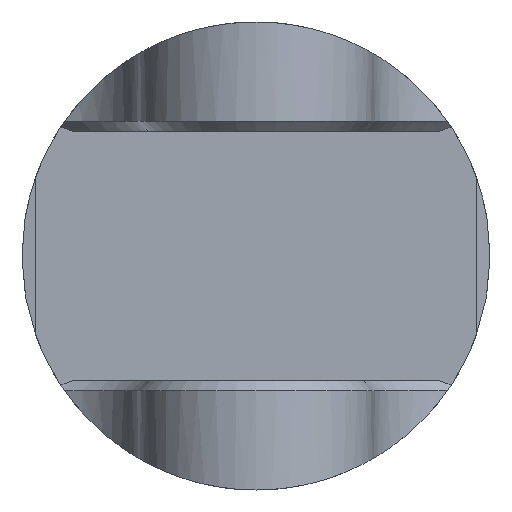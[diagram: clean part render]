
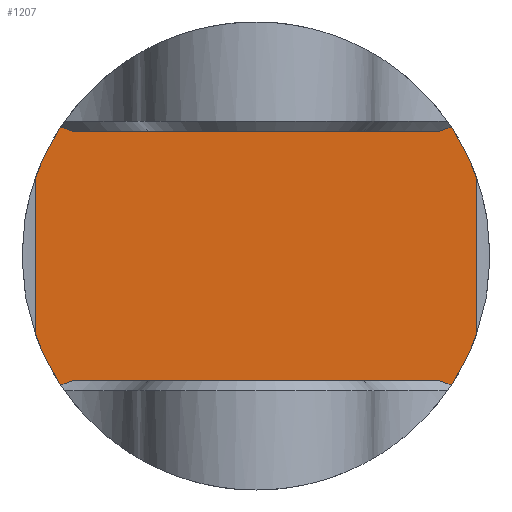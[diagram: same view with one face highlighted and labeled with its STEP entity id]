
A CAD part, front view. The second image highlights one B-rep face of the part: STEP entity #1207.
In plain terms, the highlighted planar face has unit normal (0, -1, 0).
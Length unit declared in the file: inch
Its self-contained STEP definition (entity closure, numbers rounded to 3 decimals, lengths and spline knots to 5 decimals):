
#14 = VERTEX_POINT ( 'NONE', #687 ) ;
#25 = CARTESIAN_POINT ( 'NONE',  ( 0.58777, 1.14745, -0.4 ) ) ;
#26 = CARTESIAN_POINT ( 'NONE',  ( -0.75, 1.14745, -0.4 ) ) ;
#27 = VERTEX_POINT ( 'NONE', #555 ) ;
#46 = CARTESIAN_POINT ( 'NONE',  ( -0.62565, 1.14745, 0.41359 ) ) ;
#47 = ORIENTED_EDGE ( 'NONE', *, *, #143, .T. ) ;
#50 = EDGE_CURVE ( 'NONE', #503, #1342, #665, .T. ) ;
#55 = B_SPLINE_CURVE_WITH_KNOTS ( 'NONE', 3,
 ( #1402, #1395, #1165, #46 ),
 .UNSPECIFIED., .F., .F.,
 ( 4, 4 ),
 ( 0., 0.00102 ),
 .UNSPECIFIED. ) ;
#56 = ORIENTED_EDGE ( 'NONE', *, *, #325, .T. ) ;
#60 = CARTESIAN_POINT ( 'NONE',  ( 0., 1.14745, 0. ) ) ;
#85 = CARTESIAN_POINT ( 'NONE',  ( -0.70635, 1.14745, -0.75 ) ) ;
#88 = AXIS2_PLACEMENT_3D ( 'NONE', #26, #1304, #1031 ) ;
#132 = B_SPLINE_CURVE_WITH_KNOTS ( 'NONE', 3,
 ( #25, #1169, #286, #1038 ),
 .UNSPECIFIED., .F., .F.,
 ( 4, 4 ),
 ( 0., 0.00102 ),
 .UNSPECIFIED. ) ;
#136 = VECTOR ( 'NONE', #283, 39.37008 ) ;
#143 = EDGE_CURVE ( 'NONE', #563, #1330, #972, .T. ) ;
#150 = DIRECTION ( 'NONE',  ( 0., 1., 0. ) ) ;
#159 = CARTESIAN_POINT ( 'NONE',  ( -0.60023, 1.14745, -0.40498 ) ) ;
#169 = CARTESIAN_POINT ( 'NONE',  ( -0.58777, 1.14745, -0.4 ) ) ;
#232 = ORIENTED_EDGE ( 'NONE', *, *, #993, .F. ) ;
#235 = DIRECTION ( 'NONE',  ( 1., 0., 0. ) ) ;
#283 = DIRECTION ( 'NONE',  ( 1., 0., 0. ) ) ;
#286 = CARTESIAN_POINT ( 'NONE',  ( 0.61285, 1.14745, -0.40954 ) ) ;
#299 = VERTEX_POINT ( 'NONE', #1303 ) ;
#304 = CARTESIAN_POINT ( 'NONE',  ( 0.70635, 1.14745, -0.75 ) ) ;
#306 = CARTESIAN_POINT ( 'NONE',  ( 0.58777, 1.14745, 0.4 ) ) ;
#325 = EDGE_CURVE ( 'NONE', #592, #14, #132, .T. ) ;
#326 = VERTEX_POINT ( 'NONE', #804 ) ;
#340 = DIRECTION ( 'NONE',  ( 0., 0., 1. ) ) ;
#354 = EDGE_CURVE ( 'NONE', #503, #299, #422, .T. ) ;
#357 = VERTEX_POINT ( 'NONE', #640 ) ;
#382 = DIRECTION ( 'NONE',  ( 0., 1., 0. ) ) ;
#407 = CARTESIAN_POINT ( 'NONE',  ( -0.61285, 1.14745, -0.40954 ) ) ;
#408 = CARTESIAN_POINT ( 'NONE',  ( 0.61285, 1.14745, 0.40954 ) ) ;
#422 = B_SPLINE_CURVE_WITH_KNOTS ( 'NONE', 3,
 ( #910, #407, #159, #169 ),
 .UNSPECIFIED., .F., .F.,
 ( 4, 4 ),
 ( 0., 0.00102 ),
 .UNSPECIFIED. ) ;
#428 = ORIENTED_EDGE ( 'NONE', *, *, #696, .F. ) ;
#442 = AXIS2_PLACEMENT_3D ( 'NONE', #1013, #382, #734 ) ;
#492 = ORIENTED_EDGE ( 'NONE', *, *, #1227, .T. ) ;
#503 = VERTEX_POINT ( 'NONE', #986 ) ;
#504 = DIRECTION ( 'NONE',  ( 0., 0., 1. ) ) ;
#538 = AXIS2_PLACEMENT_3D ( 'NONE', #547, #1547, #1060 ) ;
#547 = CARTESIAN_POINT ( 'NONE',  ( 0., 1.14745, 0. ) ) ;
#555 = CARTESIAN_POINT ( 'NONE',  ( -0.58777, 1.14745, 0.4 ) ) ;
#563 = VERTEX_POINT ( 'NONE', #1404 ) ;
#592 = VERTEX_POINT ( 'NONE', #765 ) ;
#593 = CARTESIAN_POINT ( 'NONE',  ( -0.75, 1.14745, -0.4 ) ) ;
#612 = ORIENTED_EDGE ( 'NONE', *, *, #1179, .F. ) ;
#628 = CARTESIAN_POINT ( 'NONE',  ( 0., 1.14745, 0. ) ) ;
#640 = CARTESIAN_POINT ( 'NONE',  ( -0.70635, 1.14745, 0.25214 ) ) ;
#641 = PLANE ( 'NONE',  #88 ) ;
#656 = DIRECTION ( 'NONE',  ( 0., 0., 1. ) ) ;
#665 = CIRCLE ( 'NONE', #538, 0.75 ) ;
#687 = CARTESIAN_POINT ( 'NONE',  ( 0.62565, 1.14745, -0.41359 ) ) ;
#689 = VECTOR ( 'NONE', #1325, 39.37008 ) ;
#695 = VERTEX_POINT ( 'NONE', #306 ) ;
#696 = EDGE_CURVE ( 'NONE', #1342, #357, #1206, .T. ) ;
#697 = ORIENTED_EDGE ( 'NONE', *, *, #956, .T. ) ;
#700 = CARTESIAN_POINT ( 'NONE',  ( 0.70635, 1.14745, 0.25214 ) ) ;
#734 = DIRECTION ( 'NONE',  ( 0., 0., 1. ) ) ;
#765 = CARTESIAN_POINT ( 'NONE',  ( 0.58777, 1.14745, -0.4 ) ) ;
#766 = AXIS2_PLACEMENT_3D ( 'NONE', #628, #150, #504 ) ;
#804 = CARTESIAN_POINT ( 'NONE',  ( 0.62565, 1.14745, 0.41359 ) ) ;
#805 = CARTESIAN_POINT ( 'NONE',  ( 0.58777, 1.14745, 0.4 ) ) ;
#811 = CARTESIAN_POINT ( 'NONE',  ( -0.70635, 1.14745, -0.25214 ) ) ;
#819 = CARTESIAN_POINT ( 'NONE',  ( -0.62565, 1.14745, 0.41359 ) ) ;
#880 = EDGE_LOOP ( 'NONE', ( #1177, #1409, #898, #56, #932, #47, #232, #492, #1499, #697, #612, #428 ) ) ;
#898 = ORIENTED_EDGE ( 'NONE', *, *, #1061, .T. ) ;
#900 = CIRCLE ( 'NONE', #1294, 0.75 ) ;
#910 = CARTESIAN_POINT ( 'NONE',  ( -0.62565, 1.14745, -0.41359 ) ) ;
#915 = LINE ( 'NONE', #1256, #136 ) ;
#928 = CARTESIAN_POINT ( 'NONE',  ( 0.62565, 1.14745, 0.41359 ) ) ;
#929 = EDGE_CURVE ( 'NONE', #27, #695, #915, .T. ) ;
#932 = ORIENTED_EDGE ( 'NONE', *, *, #1204, .F. ) ;
#956 = EDGE_CURVE ( 'NONE', #27, #1247, #55, .T. ) ;
#972 = LINE ( 'NONE', #304, #1550 ) ;
#986 = CARTESIAN_POINT ( 'NONE',  ( -0.62565, 1.14745, -0.41359 ) ) ;
#993 = EDGE_CURVE ( 'NONE', #326, #1330, #1134, .T. ) ;
#1013 = CARTESIAN_POINT ( 'NONE',  ( 0., 1.14745, 0. ) ) ;
#1019 = B_SPLINE_CURVE_WITH_KNOTS ( 'NONE', 3,
 ( #928, #408, #1171, #805 ),
 .UNSPECIFIED., .F., .F.,
 ( 4, 4 ),
 ( 0., 0.00102 ),
 .UNSPECIFIED. ) ;
#1022 = DIRECTION ( 'NONE',  ( 0., 1., 0. ) ) ;
#1031 = DIRECTION ( 'NONE',  ( 0., 0., 1. ) ) ;
#1038 = CARTESIAN_POINT ( 'NONE',  ( 0.62565, 1.14745, -0.41359 ) ) ;
#1060 = DIRECTION ( 'NONE',  ( 0., 0., 1. ) ) ;
#1061 = EDGE_CURVE ( 'NONE', #299, #592, #1577, .T. ) ;
#1134 = CIRCLE ( 'NONE', #766, 0.75 ) ;
#1160 = CIRCLE ( 'NONE', #442, 0.75 ) ;
#1165 = CARTESIAN_POINT ( 'NONE',  ( -0.61285, 1.14745, 0.40954 ) ) ;
#1169 = CARTESIAN_POINT ( 'NONE',  ( 0.60023, 1.14745, -0.40498 ) ) ;
#1171 = CARTESIAN_POINT ( 'NONE',  ( 0.60023, 1.14745, 0.40498 ) ) ;
#1177 = ORIENTED_EDGE ( 'NONE', *, *, #50, .F. ) ;
#1179 = EDGE_CURVE ( 'NONE', #357, #1247, #1160, .T. ) ;
#1204 = EDGE_CURVE ( 'NONE', #563, #14, #900, .T. ) ;
#1206 = LINE ( 'NONE', #85, #689 ) ;
#1207 = ADVANCED_FACE ( 'NONE', ( #1407 ), #641, .F. ) ;
#1227 = EDGE_CURVE ( 'NONE', #326, #695, #1019, .T. ) ;
#1247 = VERTEX_POINT ( 'NONE', #819 ) ;
#1256 = CARTESIAN_POINT ( 'NONE',  ( -0.75, 1.14745, 0.4 ) ) ;
#1294 = AXIS2_PLACEMENT_3D ( 'NONE', #60, #1022, #656 ) ;
#1303 = CARTESIAN_POINT ( 'NONE',  ( -0.58777, 1.14745, -0.4 ) ) ;
#1304 = DIRECTION ( 'NONE',  ( 0., 1., 0. ) ) ;
#1325 = DIRECTION ( 'NONE',  ( 0., 0., 1. ) ) ;
#1330 = VERTEX_POINT ( 'NONE', #700 ) ;
#1341 = VECTOR ( 'NONE', #235, 39.37008 ) ;
#1342 = VERTEX_POINT ( 'NONE', #811 ) ;
#1395 = CARTESIAN_POINT ( 'NONE',  ( -0.60023, 1.14745, 0.40498 ) ) ;
#1402 = CARTESIAN_POINT ( 'NONE',  ( -0.58777, 1.14745, 0.4 ) ) ;
#1404 = CARTESIAN_POINT ( 'NONE',  ( 0.70635, 1.14745, -0.25214 ) ) ;
#1407 = FACE_OUTER_BOUND ( 'NONE', #880, .T. ) ;
#1409 = ORIENTED_EDGE ( 'NONE', *, *, #354, .T. ) ;
#1499 = ORIENTED_EDGE ( 'NONE', *, *, #929, .F. ) ;
#1547 = DIRECTION ( 'NONE',  ( 0., 1., 0. ) ) ;
#1550 = VECTOR ( 'NONE', #340, 39.37008 ) ;
#1577 = LINE ( 'NONE', #593, #1341 ) ;
